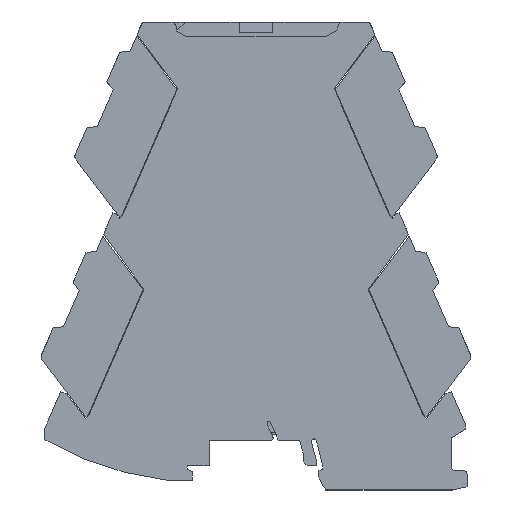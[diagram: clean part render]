
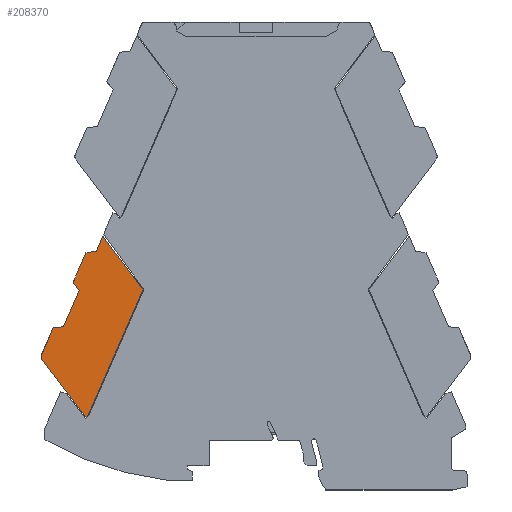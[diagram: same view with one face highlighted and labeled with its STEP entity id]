
A CAD part, left-side view. The second image highlights one B-rep face of the part: STEP entity #208370.
In plain terms, the highlighted face is planar.
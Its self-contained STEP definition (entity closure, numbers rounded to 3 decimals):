
#207240=CARTESIAN_POINT('',(-134.665,36.015,
-15.85));
#207250=DIRECTION('',(0.,0.,-1.));
#207260=DIRECTION('',(0.,1.,0.));
#207270=AXIS2_PLACEMENT_3D('',#207240,#207250,#207260);
#207280=PLANE('',#207270);
#207290=CARTESIAN_POINT('',(-138.488,0.,
-15.85));
#207300=DIRECTION('',(0.5,0.866,
0.));
#207310=VECTOR('',#207300,1.);
#207320=LINE('',#207290,#207310);
#207330=CARTESIAN_POINT('',(-142.601,-7.123,
-15.85));
#207340=VERTEX_POINT('',#207330);
#207350=CARTESIAN_POINT('',(-138.794,-0.531,
-15.85));
#207360=VERTEX_POINT('',#207350);
#207370=EDGE_CURVE('',#207340,#207360,#207320,.T.);
#207380=ORIENTED_EDGE('',*,*,#207370,.F.);
#207390=CARTESIAN_POINT('',(-139.097,0.,
-15.85));
#207400=DIRECTION('',(0.495,-0.869,
0.));
#207410=VECTOR('',#207400,1.);
#207420=LINE('',#207390,#207410);
#207430=CARTESIAN_POINT('',(-140.084,1.734,
-15.85));
#207440=VERTEX_POINT('',#207430);
#207450=EDGE_CURVE('',#207440,#207360,#207420,.T.);
#207460=ORIENTED_EDGE('',*,*,#207450,.T.);
#207470=CARTESIAN_POINT('',(-141.086,0.,
-15.85));
#207480=DIRECTION('',(0.5,0.866,
0.));
#207490=VECTOR('',#207480,1.);
#207500=LINE('',#207470,#207490);
#207510=CARTESIAN_POINT('',(-135.02,10.504,
-15.85));
#207520=VERTEX_POINT('',#207510);
#207530=EDGE_CURVE('',#207440,#207520,#207500,.T.);
#207540=ORIENTED_EDGE('',*,*,#207530,.F.);
#207550=CARTESIAN_POINT('',(0.,9.326,
-15.85));
#207560=DIRECTION('',(-1.,0.009,
0.));
#207570=VECTOR('',#207560,1.);
#207580=LINE('',#207550,#207570);
#207590=CARTESIAN_POINT('',(-132.435,10.481,
-15.85));
#207600=VERTEX_POINT('',#207590);
#207610=EDGE_CURVE('',#207600,#207520,#207580,.T.);
#207620=ORIENTED_EDGE('',*,*,#207610,.T.);
#207630=CARTESIAN_POINT('',(-138.488,0.,
-15.85));
#207640=DIRECTION('',(0.5,0.866,
0.));
#207650=VECTOR('',#207640,1.);
#207660=LINE('',#207630,#207650);
#207670=CARTESIAN_POINT('',(-128.336,17.579,
-15.85));
#207680=VERTEX_POINT('',#207670);
#207690=EDGE_CURVE('',#207600,#207680,#207660,.T.);
#207700=ORIENTED_EDGE('',*,*,#207690,.F.);
#207710=CARTESIAN_POINT('',(-118.323,0.,
-15.85));
#207720=DIRECTION('',(0.495,-0.869,
0.));
#207730=VECTOR('',#207720,1.);
#207740=LINE('',#207710,#207730);
#207750=CARTESIAN_POINT('',(-129.626,19.844,
-15.85));
#207760=VERTEX_POINT('',#207750);
#207770=EDGE_CURVE('',#207760,#207680,#207740,.T.);
#207780=ORIENTED_EDGE('',*,*,#207770,.T.);
#207790=CARTESIAN_POINT('',(-141.086,0.,
-15.85));
#207800=DIRECTION('',(0.5,0.866,
0.));
#207810=VECTOR('',#207800,1.);
#207820=LINE('',#207790,#207810);
#207830=CARTESIAN_POINT('',(-127.664,23.242,
-15.85));
#207840=VERTEX_POINT('',#207830);
#207850=EDGE_CURVE('',#207760,#207840,#207820,.T.);
#207860=ORIENTED_EDGE('',*,*,#207850,.F.);
#207870=CARTESIAN_POINT('',(-127.837,23.342,
-15.85));
#207880=DIRECTION('',(0.,0.,-1.));
#207890=DIRECTION('',(1.,-0.009,
0.));
#207900=AXIS2_PLACEMENT_3D('',#207870,#207880,#207890);
#207910=CIRCLE('',#207900,0.2);
#207920=CARTESIAN_POINT('',(-127.835,23.542,
-15.85));
#207930=VERTEX_POINT('',#207920);
#207940=EDGE_CURVE('',#207930,#207840,#207910,.T.);
#207950=ORIENTED_EDGE('',*,*,#207940,.T.);
#207960=CARTESIAN_POINT('',(0.,22.426,
-15.85));
#207970=DIRECTION('',(1.,-0.009,
0.));
#207980=VECTOR('',#207970,1.);
#207990=LINE('',#207960,#207980);
#208000=CARTESIAN_POINT('',(-144.491,23.687,
-15.85));
#208010=VERTEX_POINT('',#208000);
#208020=EDGE_CURVE('',#208010,#207930,#207990,.T.);
#208030=ORIENTED_EDGE('',*,*,#208020,.T.);
#208040=CARTESIAN_POINT('',(-158.171,0.,
-15.85));
#208050=DIRECTION('',(-0.5,-0.866,
0.));
#208060=VECTOR('',#208050,1.);
#208070=LINE('',#208040,#208060);
#208080=CARTESIAN_POINT('',(-162.21,-6.993,
-15.85));
#208090=VERTEX_POINT('',#208080);
#208100=EDGE_CURVE('',#208010,#208090,#208070,.T.);
#208110=ORIENTED_EDGE('',*,*,#208100,.F.);
#208120=CARTESIAN_POINT('',(-162.149,0.,
-15.85));
#208130=DIRECTION('',(-0.009,-1.,
0.));
#208140=VECTOR('',#208130,1.);
#208150=LINE('',#208120,#208140);
#208160=CARTESIAN_POINT('',(-162.214,-7.459,
-15.85));
#208170=VERTEX_POINT('',#208160);
#208180=EDGE_CURVE('',#208090,#208170,#208150,.T.);
#208190=ORIENTED_EDGE('',*,*,#208180,.F.);
#208200=CARTESIAN_POINT('',(0.,-8.875,
-15.85));
#208210=DIRECTION('',(-1.,0.009,
0.));
#208220=VECTOR('',#208210,1.);
#208230=LINE('',#208200,#208220);
#208240=CARTESIAN_POINT('',(-143.476,-7.623,
-15.85));
#208250=VERTEX_POINT('',#208240);
#208260=EDGE_CURVE('',#208250,#208170,#208230,.T.);
#208270=ORIENTED_EDGE('',*,*,#208260,.T.);
#208280=CARTESIAN_POINT('',(-143.467,-6.623,
-15.85));
#208290=DIRECTION('',(0.,0.,1.));
#208300=DIRECTION('',(1.,-0.009,
0.));
#208310=AXIS2_PLACEMENT_3D('',#208280,#208290,#208300);
#208320=CIRCLE('',#208310,1.);
#208330=EDGE_CURVE('',#208250,#207340,#208320,.T.);
#208340=ORIENTED_EDGE('',*,*,#208330,.F.);
#208350=EDGE_LOOP('',(#208340,#208270,#208190,#208110,#208030,#207950,
#207860,#207780,#207700,#207620,#207540,#207460,#207380));
#208360=FACE_OUTER_BOUND('',#208350,.T.);
#208370=ADVANCED_FACE('',(#208360),#207280,.T.);
